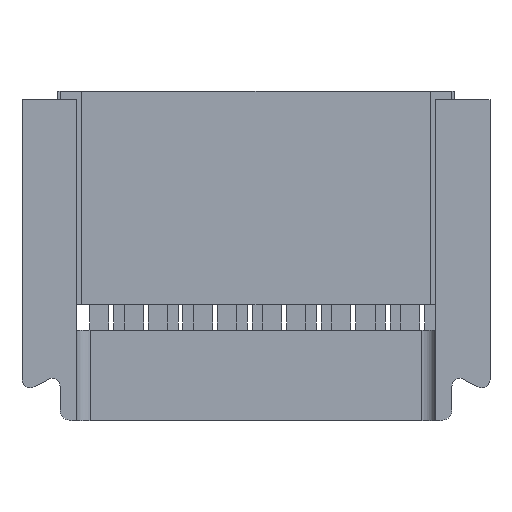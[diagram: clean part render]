
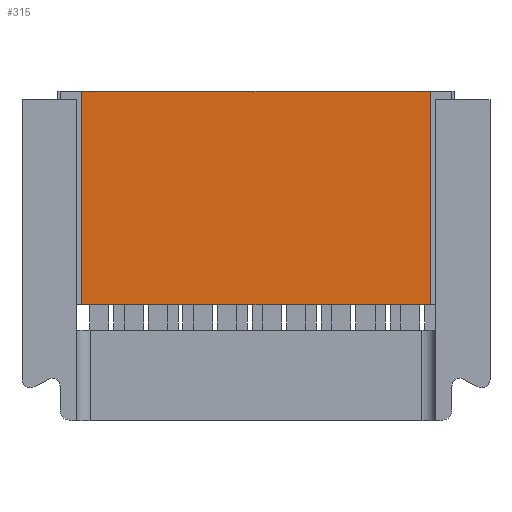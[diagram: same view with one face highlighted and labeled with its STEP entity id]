
A CAD part, front view. The second image highlights one B-rep face of the part: STEP entity #315.
In plain terms, the highlighted planar face has unit normal (0, -1, 0).
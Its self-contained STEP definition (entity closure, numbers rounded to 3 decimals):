
#315=ADVANCED_FACE('',(#973),#974,.T.);
#973=FACE_OUTER_BOUND('',#1692,.T.);
#974=PLANE('',#1693);
#1692=EDGE_LOOP('',(#4185,#4186,#4187,#4188));
#1693=AXIS2_PLACEMENT_3D('',#4189,#4190,#4191);
#4185=ORIENTED_EDGE('',*,*,#5359,.T.);
#4186=ORIENTED_EDGE('',*,*,#4711,.F.);
#4187=ORIENTED_EDGE('',*,*,#5066,.F.);
#4188=ORIENTED_EDGE('',*,*,#5098,.T.);
#4189=CARTESIAN_POINT('',(6.4,-3.05,0.0));
#4190=DIRECTION('',(0.0,-1.0,0.0));
#4191=DIRECTION('',(0.0,0.0,-1.0));
#4711=EDGE_CURVE('',#5688,#5690,#5691,.T.);
#5066=EDGE_CURVE('',#6295,#5688,#6296,.T.);
#5098=EDGE_CURVE('',#6295,#6348,#6350,.T.);
#5359=EDGE_CURVE('',#6348,#5690,#6777,.T.);
#5688=VERTEX_POINT('',#7257);
#5690=VERTEX_POINT('',#7260);
#5691=LINE('',#7261,#7262);
#6295=VERTEX_POINT('',#8203);
#6296=LINE('',#8204,#8205);
#6348=VERTEX_POINT('',#8287);
#6350=LINE('',#8290,#8291);
#6777=LINE('',#8978,#8979);
#7257=CARTESIAN_POINT('',(6.4,-3.05,-7.85));
#7260=CARTESIAN_POINT('',(-6.4,-3.05,-7.85));
#7261=CARTESIAN_POINT('',(6.4,-3.05,-7.85));
#7262=VECTOR('',#9575,12.8);
#8203=CARTESIAN_POINT('',(6.4,-3.05,0.0));
#8204=CARTESIAN_POINT('',(6.4,-3.05,0.0));
#8205=VECTOR('',#9964,7.85);
#8287=CARTESIAN_POINT('',(-6.4,-3.05,0.0));
#8290=CARTESIAN_POINT('',(6.4,-3.05,0.0));
#8291=VECTOR('',#9996,12.8);
#8978=CARTESIAN_POINT('',(-6.4,-3.05,0.0));
#8979=VECTOR('',#10257,7.85);
#9575=DIRECTION('',(-1.0,0.0,0.0));
#9964=DIRECTION('',(0.0,0.0,-1.0));
#9996=DIRECTION('',(-1.0,0.0,0.0));
#10257=DIRECTION('',(0.0,0.0,-1.0));
